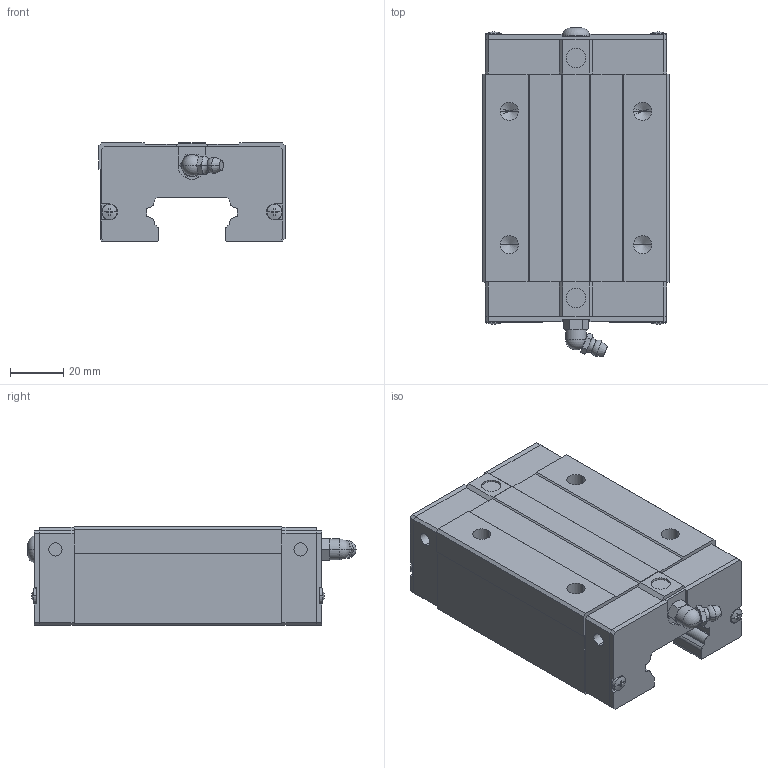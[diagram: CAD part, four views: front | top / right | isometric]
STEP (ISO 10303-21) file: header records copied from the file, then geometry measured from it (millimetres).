
FILE_DESCRIPTION(('STEP AP214'),'1');
FILE_NAME('cctmp_87EFDA32-42BF-4D17-841F-CE99DACCE5A7_2024_08_08_16_42_45_0705..stp','2024-08-08T14:42:45',('HIWIN GmbH'),('CADClick - www.CADClick.com'),'Spatial InterOp 3D',' ','unknown authorization');
FILE_SCHEMA(('AUTOMOTIVE_DESIGN'));
Length unit declared in the file: millimetre
Products named in the file (1): EGH35CAZ0C_FILE
Bounding box: 70 x 123.11 x 37 mm (x, y, z)
Volume: 217299.1 mm3; surface area: 34034.5 mm2
Topology: 1 solids, 5 shells, 348 faces, 921 edges, 591 vertices
Faces by surface type: plane 202, cylinder 80, cone 46, torus 18, sphere 2
Entity records: 13830 total; most frequent: CARTESIAN_POINT 2547, ORIENTED_EDGE 1822, DIRECTION 1724, EDGE_CURVE 911, VERTEX_POINT 591, AXIS2_PLACEMENT_3D 580, LINE 564, VECTOR 564
